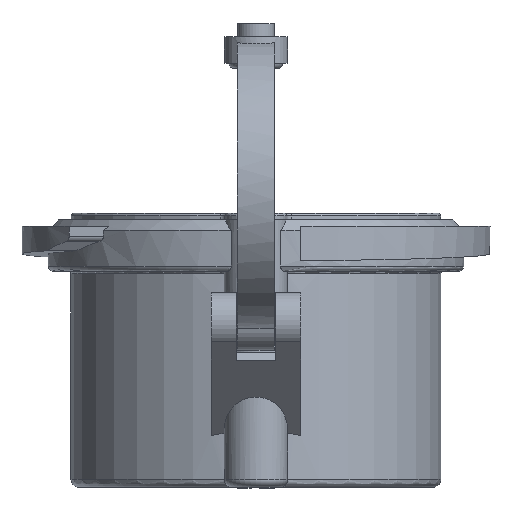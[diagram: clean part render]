
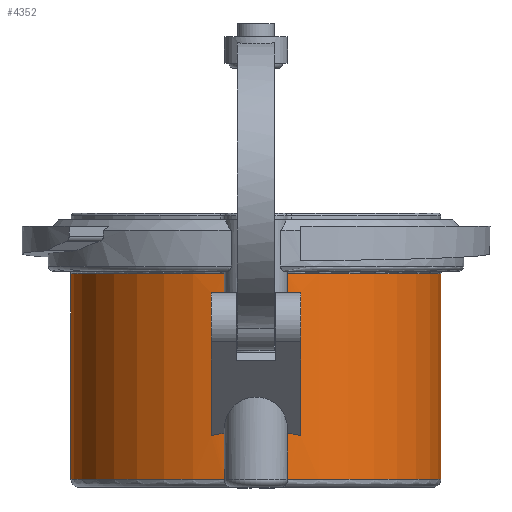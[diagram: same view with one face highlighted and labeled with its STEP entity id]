
A CAD part, front view. The second image highlights one B-rep face of the part: STEP entity #4352.
In plain terms, the highlighted cylindrical face has radius 35.1 mm (diameter 70.2 mm), a partial arc.
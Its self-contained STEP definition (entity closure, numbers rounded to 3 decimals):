
#83=ELLIPSE('',#4748,49.639,35.1);
#84=ELLIPSE('',#4750,49.639,35.1);
#388=LINE('',#6989,#680);
#390=LINE('',#6993,#682);
#391=LINE('',#6997,#683);
#392=LINE('',#7001,#684);
#393=LINE('',#7005,#685);
#394=LINE('',#7009,#686);
#680=VECTOR('',#5569,10.);
#682=VECTOR('',#5573,10.);
#683=VECTOR('',#5576,10.);
#684=VECTOR('',#5579,10.);
#685=VECTOR('',#5582,10.);
#686=VECTOR('',#5585,10.);
#890=CYLINDRICAL_SURFACE('',#4746,35.1);
#1023=FACE_OUTER_BOUND('',#1270,.T.);
#1270=EDGE_LOOP('',(#3172,#3173,#3174,#3175,#3176,#3177,#3178,#3179,#3180,
#3181,#3182,#3183));
#1579=CIRCLE('',#4744,35.1);
#1580=CIRCLE('',#4747,35.1);
#1581=CIRCLE('',#4749,35.1);
#1582=CIRCLE('',#4751,35.1);
#1896=VERTEX_POINT('',#6964);
#1897=VERTEX_POINT('',#6975);
#1898=VERTEX_POINT('',#6988);
#1899=VERTEX_POINT('',#6992);
#1900=VERTEX_POINT('',#6994);
#1901=VERTEX_POINT('',#6996);
#1902=VERTEX_POINT('',#6998);
#1903=VERTEX_POINT('',#7000);
#1904=VERTEX_POINT('',#7002);
#1905=VERTEX_POINT('',#7004);
#1906=VERTEX_POINT('',#7006);
#1907=VERTEX_POINT('',#7008);
#2382=EDGE_CURVE('',#1896,#1897,#1579,.T.);
#2384=EDGE_CURVE('',#1898,#1897,#388,.T.);
#2386=EDGE_CURVE('',#1896,#1899,#390,.T.);
#2387=EDGE_CURVE('',#1899,#1900,#1580,.T.);
#2388=EDGE_CURVE('',#1900,#1901,#391,.T.);
#2389=EDGE_CURVE('',#1901,#1902,#83,.T.);
#2390=EDGE_CURVE('',#1902,#1903,#392,.T.);
#2391=EDGE_CURVE('',#1904,#1903,#1581,.T.);
#2392=EDGE_CURVE('',#1904,#1905,#393,.T.);
#2393=EDGE_CURVE('',#1905,#1906,#84,.T.);
#2394=EDGE_CURVE('',#1906,#1907,#394,.T.);
#2395=EDGE_CURVE('',#1907,#1898,#1582,.T.);
#3172=ORIENTED_EDGE('',*,*,#2382,.F.);
#3173=ORIENTED_EDGE('',*,*,#2386,.T.);
#3174=ORIENTED_EDGE('',*,*,#2387,.T.);
#3175=ORIENTED_EDGE('',*,*,#2388,.T.);
#3176=ORIENTED_EDGE('',*,*,#2389,.T.);
#3177=ORIENTED_EDGE('',*,*,#2390,.T.);
#3178=ORIENTED_EDGE('',*,*,#2391,.F.);
#3179=ORIENTED_EDGE('',*,*,#2392,.T.);
#3180=ORIENTED_EDGE('',*,*,#2393,.T.);
#3181=ORIENTED_EDGE('',*,*,#2394,.T.);
#3182=ORIENTED_EDGE('',*,*,#2395,.T.);
#3183=ORIENTED_EDGE('',*,*,#2384,.T.);
#4352=ADVANCED_FACE('',(#1023),#890,.T.);
#4744=AXIS2_PLACEMENT_3D('',#6976,#5565,#5566);
#4746=AXIS2_PLACEMENT_3D('',#6991,#5571,#5572);
#4747=AXIS2_PLACEMENT_3D('',#6995,#5574,#5575);
#4748=AXIS2_PLACEMENT_3D('',#6999,#5577,#5578);
#4749=AXIS2_PLACEMENT_3D('',#7003,#5580,#5581);
#4750=AXIS2_PLACEMENT_3D('',#7007,#5583,#5584);
#4751=AXIS2_PLACEMENT_3D('',#7010,#5586,#5587);
#5565=DIRECTION('center_axis',(0.,0.,
1.));
#5566=DIRECTION('ref_axis',(0.,1.,0.));
#5569=DIRECTION('',(0.,0.,1.));
#5571=DIRECTION('center_axis',(0.,0.,1.));
#5572=DIRECTION('ref_axis',(-0.171,0.985,0.));
#5573=DIRECTION('',(0.,0.,-1.));
#5574=DIRECTION('center_axis',(0.,0.,1.));
#5575=DIRECTION('ref_axis',(-0.171,0.985,0.));
#5576=DIRECTION('',(0.,0.,-1.));
#5577=DIRECTION('center_axis',(0.,-0.707,-0.707));
#5578=DIRECTION('ref_axis',(0.,0.707,-0.707));
#5579=DIRECTION('',(0.,0.,-1.));
#5580=DIRECTION('center_axis',(0.,0.,-1.));
#5581=DIRECTION('ref_axis',(0.,1.,0.));
#5582=DIRECTION('',(0.,0.,1.));
#5583=DIRECTION('center_axis',(0.,-0.707,-0.707));
#5584=DIRECTION('ref_axis',(0.,0.707,-0.707));
#5585=DIRECTION('',(0.,0.,1.));
#5586=DIRECTION('center_axis',(0.,0.,1.));
#5587=DIRECTION('ref_axis',(-0.171,0.985,0.));
#6964=CARTESIAN_POINT('',(6.,-34.583,40.5));
#6975=CARTESIAN_POINT('',(-6.,-34.583,40.5));
#6976=CARTESIAN_POINT('Origin',(0.,0.,40.5));
#6988=CARTESIAN_POINT('',(-6.,-34.583,37.));
#6989=CARTESIAN_POINT('',(-6.,-34.583,0.));
#6991=CARTESIAN_POINT('Origin',(0.,0.,0.));
#6992=CARTESIAN_POINT('',(6.,-34.583,37.));
#6993=CARTESIAN_POINT('',(6.,-34.583,0.));
#6994=CARTESIAN_POINT('',(8.5,-34.055,37.));
#6995=CARTESIAN_POINT('Origin',(0.,0.,37.));
#6996=CARTESIAN_POINT('',(8.5,-34.055,9.777));
#6997=CARTESIAN_POINT('',(8.5,-34.055,0.));
#6998=CARTESIAN_POINT('',(6.,-34.583,10.305));
#6999=CARTESIAN_POINT('Origin',(0.,0.,-24.278));
#7000=CARTESIAN_POINT('',(6.,-34.583,1.5));
#7001=CARTESIAN_POINT('',(6.,-34.583,0.));
#7002=CARTESIAN_POINT('',(-6.,-34.583,1.5));
#7003=CARTESIAN_POINT('Origin',(0.,0.,1.5));
#7004=CARTESIAN_POINT('',(-6.,-34.583,10.305));
#7005=CARTESIAN_POINT('',(-6.,-34.583,0.));
#7006=CARTESIAN_POINT('',(-8.5,-34.055,9.777));
#7007=CARTESIAN_POINT('Origin',(0.,0.,-24.278));
#7008=CARTESIAN_POINT('',(-8.5,-34.055,37.));
#7009=CARTESIAN_POINT('',(-8.5,-34.055,0.));
#7010=CARTESIAN_POINT('Origin',(0.,0.,37.));
